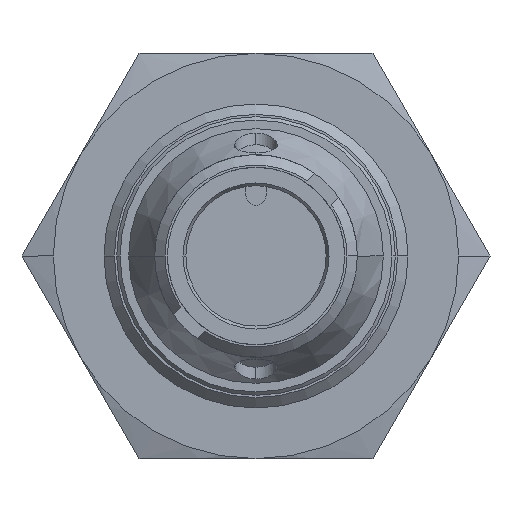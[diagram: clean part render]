
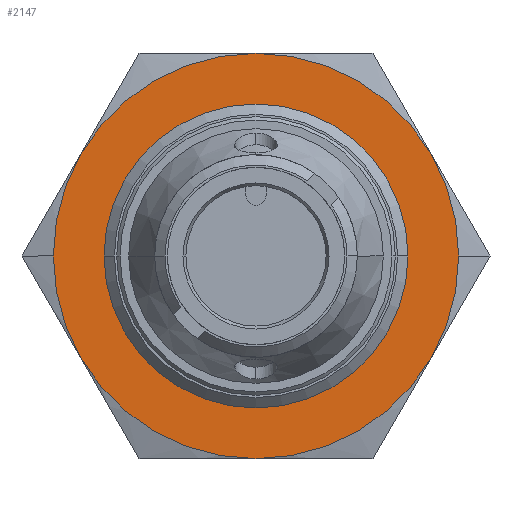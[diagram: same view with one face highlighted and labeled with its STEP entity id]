
A CAD part, left-side view. The second image highlights one B-rep face of the part: STEP entity #2147.
In plain terms, the highlighted face is planar.
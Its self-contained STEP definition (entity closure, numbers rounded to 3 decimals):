
#22 = CIRCLE ( 'NONE', #2004, 12. ) ;
#85 = ORIENTED_EDGE ( 'NONE', *, *, #1775, .F. ) ;
#194 = CIRCLE ( 'NONE', #3082, 9. ) ;
#199 = CARTESIAN_POINT ( 'NONE',  ( 0., 3.486, 0. ) ) ;
#259 = CARTESIAN_POINT ( 'NONE',  ( -12., 3.486, 0. ) ) ;
#265 = VERTEX_POINT ( 'NONE', #671 ) ;
#312 = EDGE_CURVE ( 'NONE', #2677, #3287, #22, .T. ) ;
#356 = EDGE_CURVE ( 'NONE', #3287, #599, #2231, .T. ) ;
#405 = FACE_BOUND ( 'NONE', #3266, .T. ) ;
#480 = DIRECTION ( 'NONE',  ( -1., 0., 0. ) ) ;
#524 = CIRCLE ( 'NONE', #3450, 12. ) ;
#599 = VERTEX_POINT ( 'NONE', #1870 ) ;
#607 = DIRECTION ( 'NONE',  ( -1., 0., 0. ) ) ;
#671 = CARTESIAN_POINT ( 'NONE',  ( -10.392, 3.486, -6. ) ) ;
#696 = AXIS2_PLACEMENT_3D ( 'NONE', #1165, #2551, #2523 ) ;
#717 = DIRECTION ( 'NONE',  ( -1., 0., 0. ) ) ;
#749 = CIRCLE ( 'NONE', #1992, 12. ) ;
#787 = ORIENTED_EDGE ( 'NONE', *, *, #312, .F. ) ;
#827 = DIRECTION ( 'NONE',  ( 0., 1., 0. ) ) ;
#897 = VERTEX_POINT ( 'NONE', #3480 ) ;
#931 = VERTEX_POINT ( 'NONE', #1322 ) ;
#982 = AXIS2_PLACEMENT_3D ( 'NONE', #1576, #2993, #2696 ) ;
#1013 = ORIENTED_EDGE ( 'NONE', *, *, #3321, .F. ) ;
#1110 = CARTESIAN_POINT ( 'NONE',  ( 0., 3.486, 0. ) ) ;
#1165 = CARTESIAN_POINT ( 'NONE',  ( 0., 3.486, 0. ) ) ;
#1267 = CARTESIAN_POINT ( 'NONE',  ( 0., 3.486, 0. ) ) ;
#1322 = CARTESIAN_POINT ( 'NONE',  ( 0., 3.486, -12. ) ) ;
#1331 = CIRCLE ( 'NONE', #1836, 9. ) ;
#1333 = DIRECTION ( 'NONE',  ( 0., 1., 0. ) ) ;
#1359 = EDGE_CURVE ( 'NONE', #265, #3269, #2243, .T. ) ;
#1406 = CARTESIAN_POINT ( 'NONE',  ( 10.392, 3.486, -6. ) ) ;
#1488 = FACE_OUTER_BOUND ( 'NONE', #1817, .T. ) ;
#1576 = CARTESIAN_POINT ( 'NONE',  ( 0., 3.486, 0. ) ) ;
#1621 = CARTESIAN_POINT ( 'NONE',  ( 10.392, 3.486, 6. ) ) ;
#1637 = CARTESIAN_POINT ( 'NONE',  ( 9., 3.486, 0. ) ) ;
#1653 = DIRECTION ( 'NONE',  ( 0., 1., 0. ) ) ;
#1663 = AXIS2_PLACEMENT_3D ( 'NONE', #1110, #1653, #2974 ) ;
#1699 = EDGE_CURVE ( 'NONE', #3269, #897, #2621, .T. ) ;
#1726 = DIRECTION ( 'NONE',  ( -1., 0., 0. ) ) ;
#1732 = VERTEX_POINT ( 'NONE', #1406 ) ;
#1775 = EDGE_CURVE ( 'NONE', #931, #265, #749, .T. ) ;
#1794 = DIRECTION ( 'NONE',  ( 0., -1., 0. ) ) ;
#1817 = EDGE_LOOP ( 'NONE', ( #2557, #85, #2800, #2935, #3170, #787, #1013, #3380 ) ) ;
#1826 = AXIS2_PLACEMENT_3D ( 'NONE', #1940, #3021, #1726 ) ;
#1836 = AXIS2_PLACEMENT_3D ( 'NONE', #1926, #827, #1942 ) ;
#1870 = CARTESIAN_POINT ( 'NONE',  ( 12., 3.486, 0. ) ) ;
#1926 = CARTESIAN_POINT ( 'NONE',  ( 0., 3.486, 0. ) ) ;
#1940 = CARTESIAN_POINT ( 'NONE',  ( 0., 3.486, 0. ) ) ;
#1942 = DIRECTION ( 'NONE',  ( -1., 0., 0. ) ) ;
#1992 = AXIS2_PLACEMENT_3D ( 'NONE', #2740, #3040, #607 ) ;
#2004 = AXIS2_PLACEMENT_3D ( 'NONE', #2434, #1333, #2157 ) ;
#2038 = CARTESIAN_POINT ( 'NONE',  ( -6., 3.486, 0. ) ) ;
#2046 = ORIENTED_EDGE ( 'NONE', *, *, #3434, .T. ) ;
#2147 = ADVANCED_FACE ( 'NONE', ( #405, #1488 ), #3382, .T. ) ;
#2148 = DIRECTION ( 'NONE',  ( -1., 0., 0. ) ) ;
#2157 = DIRECTION ( 'NONE',  ( -1., 0., 0. ) ) ;
#2231 = CIRCLE ( 'NONE', #982, 12. ) ;
#2243 = CIRCLE ( 'NONE', #2581, 12. ) ;
#2354 = CIRCLE ( 'NONE', #1663, 12. ) ;
#2385 = VERTEX_POINT ( 'NONE', #2963 ) ;
#2434 = CARTESIAN_POINT ( 'NONE',  ( 0., 3.486, 0. ) ) ;
#2519 = ORIENTED_EDGE ( 'NONE', *, *, #3317, .T. ) ;
#2523 = DIRECTION ( 'NONE',  ( -1., 0., 0. ) ) ;
#2551 = DIRECTION ( 'NONE',  ( 0., 1., 0. ) ) ;
#2557 = ORIENTED_EDGE ( 'NONE', *, *, #1359, .F. ) ;
#2581 = AXIS2_PLACEMENT_3D ( 'NONE', #1267, #3458, #2148 ) ;
#2608 = CARTESIAN_POINT ( 'NONE',  ( 0., 3.486, 12. ) ) ;
#2621 = CIRCLE ( 'NONE', #1826, 12. ) ;
#2677 = VERTEX_POINT ( 'NONE', #2608 ) ;
#2696 = DIRECTION ( 'NONE',  ( -1., 0., 0. ) ) ;
#2709 = EDGE_CURVE ( 'NONE', #1732, #931, #524, .T. ) ;
#2740 = CARTESIAN_POINT ( 'NONE',  ( 0., 3.486, 0. ) ) ;
#2800 = ORIENTED_EDGE ( 'NONE', *, *, #2709, .F. ) ;
#2835 = DIRECTION ( 'NONE',  ( 0., 0., -1. ) ) ;
#2935 = ORIENTED_EDGE ( 'NONE', *, *, #2962, .F. ) ;
#2962 = EDGE_CURVE ( 'NONE', #599, #1732, #3290, .T. ) ;
#2963 = CARTESIAN_POINT ( 'NONE',  ( -9., 3.486, 0. ) ) ;
#2974 = DIRECTION ( 'NONE',  ( -1., 0., 0. ) ) ;
#2993 = DIRECTION ( 'NONE',  ( 0., 1., 0. ) ) ;
#3017 = AXIS2_PLACEMENT_3D ( 'NONE', #2038, #1794, #2835 ) ;
#3021 = DIRECTION ( 'NONE',  ( 0., 1., 0. ) ) ;
#3040 = DIRECTION ( 'NONE',  ( 0., 1., 0. ) ) ;
#3041 = DIRECTION ( 'NONE',  ( 0., 1., 0. ) ) ;
#3082 = AXIS2_PLACEMENT_3D ( 'NONE', #199, #3041, #717 ) ;
#3170 = ORIENTED_EDGE ( 'NONE', *, *, #356, .F. ) ;
#3183 = CARTESIAN_POINT ( 'NONE',  ( 0., 3.486, 0. ) ) ;
#3218 = DIRECTION ( 'NONE',  ( 0., 1., 0. ) ) ;
#3266 = EDGE_LOOP ( 'NONE', ( #2519, #2046 ) ) ;
#3269 = VERTEX_POINT ( 'NONE', #259 ) ;
#3287 = VERTEX_POINT ( 'NONE', #1621 ) ;
#3290 = CIRCLE ( 'NONE', #696, 12. ) ;
#3317 = EDGE_CURVE ( 'NONE', #2385, #3356, #1331, .T. ) ;
#3321 = EDGE_CURVE ( 'NONE', #897, #2677, #2354, .T. ) ;
#3356 = VERTEX_POINT ( 'NONE', #1637 ) ;
#3380 = ORIENTED_EDGE ( 'NONE', *, *, #1699, .F. ) ;
#3382 = PLANE ( 'NONE',  #3017 ) ;
#3434 = EDGE_CURVE ( 'NONE', #3356, #2385, #194, .T. ) ;
#3450 = AXIS2_PLACEMENT_3D ( 'NONE', #3183, #3218, #480 ) ;
#3458 = DIRECTION ( 'NONE',  ( 0., 1., 0. ) ) ;
#3480 = CARTESIAN_POINT ( 'NONE',  ( -10.392, 3.486, 6. ) ) ;
